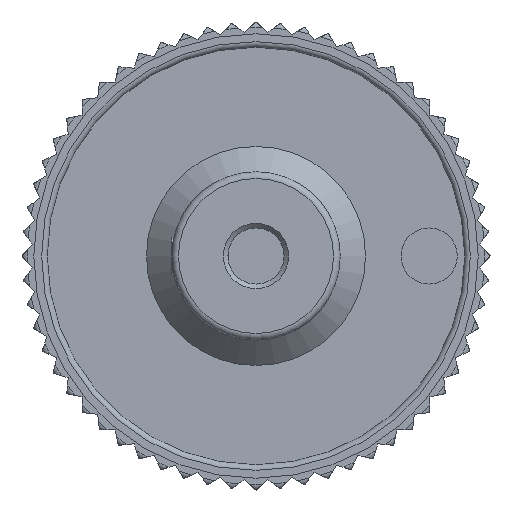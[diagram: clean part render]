
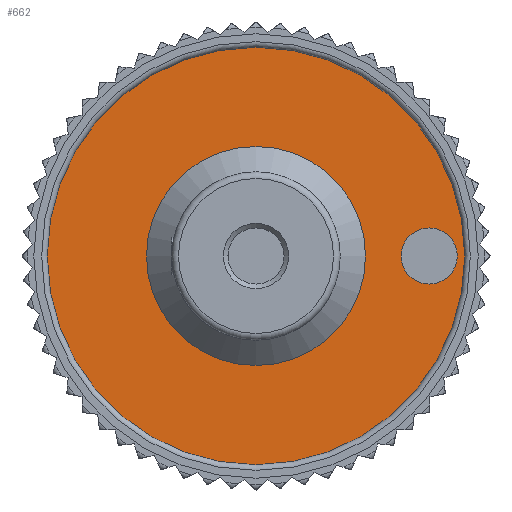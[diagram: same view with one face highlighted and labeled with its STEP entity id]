
A CAD part, front view. The second image highlights one B-rep face of the part: STEP entity #662.
In plain terms, the highlighted planar face has unit normal (0, -1, 0).
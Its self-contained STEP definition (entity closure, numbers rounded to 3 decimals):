
#662 = ADVANCED_FACE( '', ( #1464, #1465, #1466 ), #1467, .F. );
#1464 = FACE_BOUND( '', #2398, .T. );
#1465 = FACE_BOUND( '', #2399, .T. );
#1466 = FACE_OUTER_BOUND( '', #2400, .T. );
#1467 = PLANE( '', #2401 );
#2398 = EDGE_LOOP( '', ( #4528 ) );
#2399 = EDGE_LOOP( '', ( #4529 ) );
#2400 = EDGE_LOOP( '', ( #4530 ) );
#2401 = AXIS2_PLACEMENT_3D( '', #4531, #4532, #4533 );
#4528 = ORIENTED_EDGE( '', *, *, #6368, .F. );
#4529 = ORIENTED_EDGE( '', *, *, #6502, .F. );
#4530 = ORIENTED_EDGE( '', *, *, #6424, .T. );
#4531 = CARTESIAN_POINT( '', ( 22.3, 32.41, 0. ) );
#4532 = DIRECTION( '', ( 0., 1., 0. ) );
#4533 = DIRECTION( '', ( 0., 0., 1. ) );
#6368 = EDGE_CURVE( '', #7982, #7982, #7983, .T. );
#6424 = EDGE_CURVE( '', #8050, #8050, #8051, .T. );
#6502 = EDGE_CURVE( '', #8141, #8141, #8142, .F. );
#7982 = VERTEX_POINT( '', #11524 );
#7983 = CIRCLE( '', #11525, 11.7 );
#8050 = VERTEX_POINT( '', #11782 );
#8051 = CIRCLE( '', #11783, 22.3 );
#8141 = VERTEX_POINT( '', #12102 );
#8142 = CIRCLE( '', #12103, 3. );
#11524 = CARTESIAN_POINT( '', ( 0., 32.41, -11.7 ) );
#11525 = AXIS2_PLACEMENT_3D( '', #13571, #13572, #13573 );
#11782 = CARTESIAN_POINT( '', ( 0., 32.41, -22.3 ) );
#11783 = AXIS2_PLACEMENT_3D( '', #13590, #13591, #13592 );
#12102 = CARTESIAN_POINT( '', ( 18.5, 32.41, 3. ) );
#12103 = AXIS2_PLACEMENT_3D( '', #13630, #13631, #13632 );
#13571 = CARTESIAN_POINT( '', ( 0., 32.41, 0. ) );
#13572 = DIRECTION( '', ( 0., -1., 0. ) );
#13573 = DIRECTION( '', ( 0., 0., -1. ) );
#13590 = CARTESIAN_POINT( '', ( 0., 32.41, 0. ) );
#13591 = DIRECTION( '', ( 0., -1., 0. ) );
#13592 = DIRECTION( '', ( 0., 0., -1. ) );
#13630 = CARTESIAN_POINT( '', ( 18.5, 32.41, 0. ) );
#13631 = DIRECTION( '', ( 0., 1., 0. ) );
#13632 = DIRECTION( '', ( 0., 0., 1. ) );
